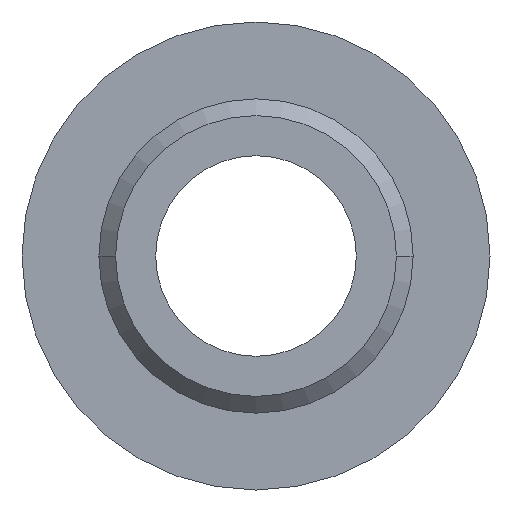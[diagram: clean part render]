
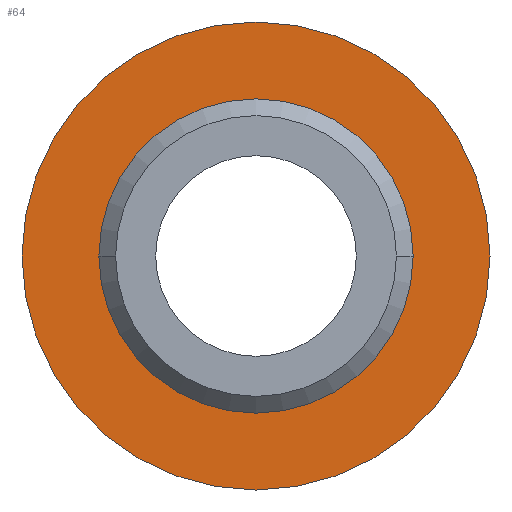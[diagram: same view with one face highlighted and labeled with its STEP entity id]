
A CAD part, front view. The second image highlights one B-rep face of the part: STEP entity #64.
In plain terms, the highlighted planar face has unit normal (0, -1, 0).
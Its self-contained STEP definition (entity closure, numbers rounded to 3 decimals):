
#64=ADVANCED_FACE('',(#150,#151),#152,.T.);
#150=FACE_OUTER_BOUND('',#257,.T.);
#151=FACE_BOUND('',#258,.T.);
#152=PLANE('',#259);
#257=EDGE_LOOP('',(#377,#378));
#258=EDGE_LOOP('',(#379,#380));
#259=AXIS2_PLACEMENT_3D('',#381,#382,#383);
#377=ORIENTED_EDGE('',*,*,#621,.T.);
#378=ORIENTED_EDGE('',*,*,#622,.T.);
#379=ORIENTED_EDGE('',*,*,#623,.F.);
#380=ORIENTED_EDGE('',*,*,#624,.F.);
#381=CARTESIAN_POINT('',(0.0,10.5,0.0));
#382=DIRECTION('',(0.0,-1.0,0.0));
#383=DIRECTION('',(-1.0,0.0,0.0));
#621=EDGE_CURVE('',#731,#732,#733,.T.);
#622=EDGE_CURVE('',#732,#731,#734,.T.);
#623=EDGE_CURVE('',#735,#736,#737,.T.);
#624=EDGE_CURVE('',#736,#735,#738,.T.);
#731=VERTEX_POINT('',#869);
#732=VERTEX_POINT('',#870);
#733=CIRCLE('',#871,7.0);
#734=CIRCLE('',#872,7.0);
#735=VERTEX_POINT('',#873);
#736=VERTEX_POINT('',#874);
#737=CIRCLE('',#875,4.7);
#738=CIRCLE('',#876,4.7);
#869=CARTESIAN_POINT('',(7.0,10.5,0.0));
#870=CARTESIAN_POINT('',(-7.0,10.5,0.));
#871=AXIS2_PLACEMENT_3D('',#1024,#1025,#1026);
#872=AXIS2_PLACEMENT_3D('',#1027,#1028,#1029);
#873=CARTESIAN_POINT('',(-4.7,10.5,0.));
#874=CARTESIAN_POINT('',(4.7,10.5,0.));
#875=AXIS2_PLACEMENT_3D('',#1030,#1031,#1032);
#876=AXIS2_PLACEMENT_3D('',#1033,#1034,#1035);
#1024=CARTESIAN_POINT('',(0.0,10.5,0.0));
#1025=DIRECTION('',(0.0,-1.0,0.0));
#1026=DIRECTION('',(1.0,0.0,0.0));
#1027=CARTESIAN_POINT('',(0.0,10.5,0.0));
#1028=DIRECTION('',(0.0,-1.0,0.0));
#1029=DIRECTION('',(1.0,0.0,0.0));
#1030=CARTESIAN_POINT('',(0.0,10.5,0.0));
#1031=DIRECTION('',(0.0,-1.0,0.0));
#1032=DIRECTION('',(1.0,0.0,0.0));
#1033=CARTESIAN_POINT('',(0.0,10.5,0.0));
#1034=DIRECTION('',(0.0,-1.0,0.0));
#1035=DIRECTION('',(1.0,0.0,0.0));
